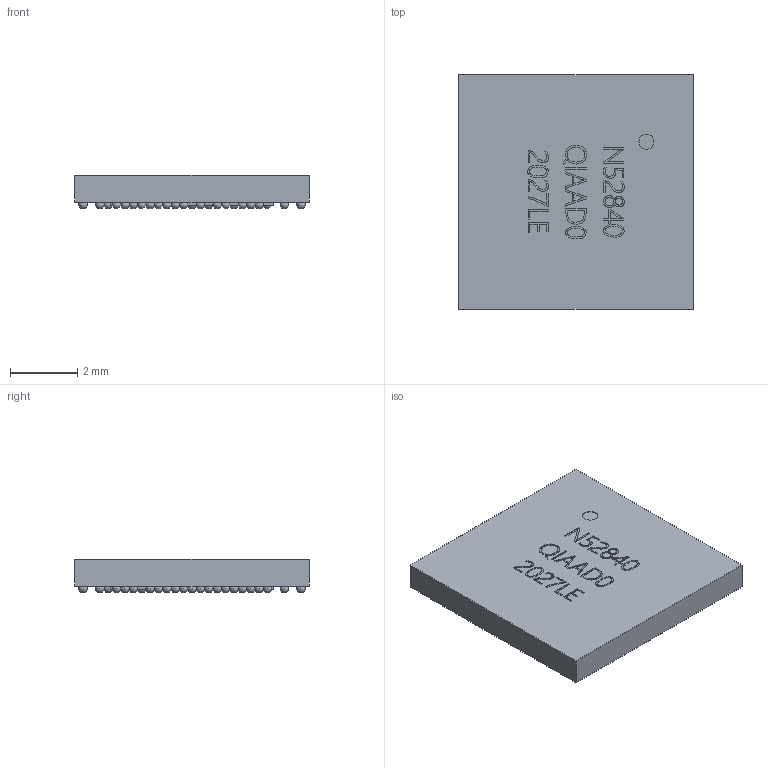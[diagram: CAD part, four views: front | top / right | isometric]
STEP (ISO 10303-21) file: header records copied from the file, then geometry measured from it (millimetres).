
FILE_DESCRIPTION(/* description */ (''),/* implementation_level */ '2;1');
FILE_NAME(/* name */ 'nRF52840-QIAA.step',/* time_stamp */ '2021-08-31T16:39:32+07:00',/* author */ (''),/* organization */ (''),/* preprocessor_version */ 'ST-DEVELOPER v18.1',/* originating_system */ 'Autodesk Translation Framework v10.9.0.1377',/* authorisation */ '');
FILE_SCHEMA (('AUTOMOTIVE_DESIGN { 1 0 10303 214 3 1 1 }'));
Length unit declared in the file: millimetre
Products named in the file (1): (Unsaved)
Bounding box: 7 x 7 x 1 mm (x, y, z)
Volume: 42.1 mm3; surface area: 208.2 mm2
Topology: 75 solids, 76 shells, 480 faces, 1366 edges, 908 vertices
Faces by surface type: bspline 251, plane 155, sphere 73, cylinder 1
Full cylindrical faces by diameter (mm): 0.447 x1
Entity records: 16995 total; most frequent: CARTESIAN_POINT 6832, ORIENTED_EDGE 2378, DIRECTION 1221, EDGE_CURVE 1192, VERTEX_POINT 894, LINE 615, VECTOR 615, EDGE_LOOP 507
